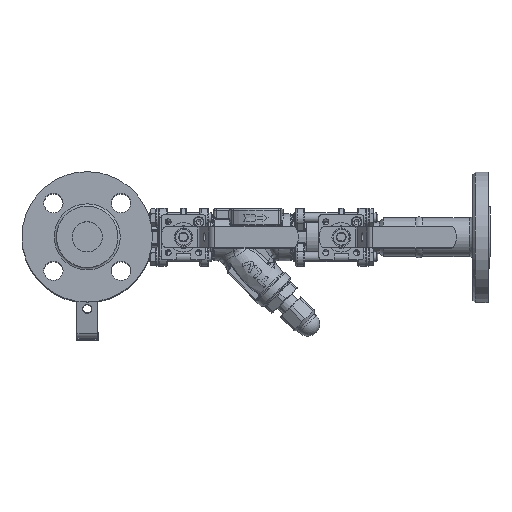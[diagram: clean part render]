
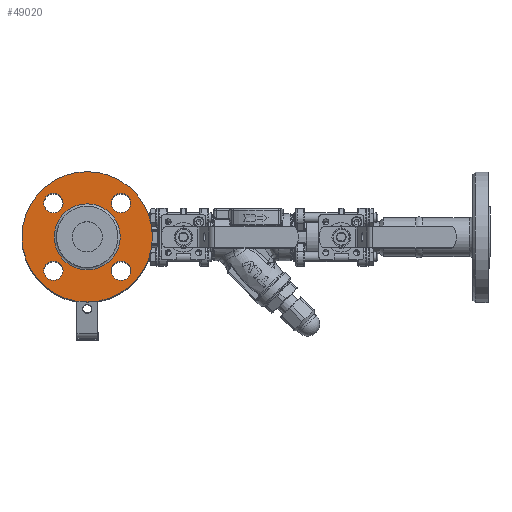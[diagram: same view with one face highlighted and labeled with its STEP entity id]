
A CAD part, top view. The second image highlights one B-rep face of the part: STEP entity #49020.
In plain terms, the highlighted planar face has unit normal (0, 0, 1).
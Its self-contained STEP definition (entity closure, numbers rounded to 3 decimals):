
#4914=FACE_BOUND('',#10942,.T.);
#4915=FACE_BOUND('',#10943,.T.);
#4916=FACE_BOUND('',#10944,.T.);
#4917=FACE_BOUND('',#10945,.T.);
#4918=FACE_BOUND('',#10946,.T.);
#5559=PLANE('',#53574);
#7724=FACE_OUTER_BOUND('',#10941,.T.);
#10941=EDGE_LOOP('',(#39495));
#10942=EDGE_LOOP('',(#39496));
#10943=EDGE_LOOP('',(#39497));
#10944=EDGE_LOOP('',(#39498));
#10945=EDGE_LOOP('',(#39499));
#10946=EDGE_LOOP('',(#39500));
#18803=CIRCLE('',#53559,54.);
#18805=CIRCLE('',#53563,8.);
#18807=CIRCLE('',#53566,8.);
#18809=CIRCLE('',#53569,8.);
#18811=CIRCLE('',#53572,8.);
#18813=CIRCLE('',#53575,27.336);
#22241=VERTEX_POINT('',#87970);
#22243=VERTEX_POINT('',#87978);
#22245=VERTEX_POINT('',#87984);
#22247=VERTEX_POINT('',#87990);
#22249=VERTEX_POINT('',#87996);
#22251=VERTEX_POINT('',#88002);
#28276=EDGE_CURVE('',#22241,#22241,#18803,.T.);
#28279=EDGE_CURVE('',#22243,#22243,#18805,.T.);
#28282=EDGE_CURVE('',#22245,#22245,#18807,.T.);
#28285=EDGE_CURVE('',#22247,#22247,#18809,.T.);
#28288=EDGE_CURVE('',#22249,#22249,#18811,.T.);
#28291=EDGE_CURVE('',#22251,#22251,#18813,.T.);
#39495=ORIENTED_EDGE('',*,*,#28276,.F.);
#39496=ORIENTED_EDGE('',*,*,#28279,.T.);
#39497=ORIENTED_EDGE('',*,*,#28282,.T.);
#39498=ORIENTED_EDGE('',*,*,#28285,.T.);
#39499=ORIENTED_EDGE('',*,*,#28288,.T.);
#39500=ORIENTED_EDGE('',*,*,#28291,.F.);
#49020=ADVANCED_FACE('',(#7724,#4914,#4915,#4916,#4917,#4918),#5559,.F.);
#53559=AXIS2_PLACEMENT_3D('',#87972,#63629,#63630);
#53563=AXIS2_PLACEMENT_3D('',#87979,#63638,#63639);
#53566=AXIS2_PLACEMENT_3D('',#87985,#63645,#63646);
#53569=AXIS2_PLACEMENT_3D('',#87991,#63652,#63653);
#53572=AXIS2_PLACEMENT_3D('',#87997,#63659,#63660);
#53574=AXIS2_PLACEMENT_3D('',#88001,#63664,#63665);
#53575=AXIS2_PLACEMENT_3D('',#88003,#63666,#63667);
#63629=DIRECTION('center_axis',(0.,0.,
-1.));
#63630=DIRECTION('ref_axis',(1.,0.,0.));
#63638=DIRECTION('center_axis',(0.,0.,
-1.));
#63639=DIRECTION('ref_axis',(-1.,0.,0.));
#63645=DIRECTION('center_axis',(0.,0.,
-1.));
#63646=DIRECTION('ref_axis',(0.,1.,0.));
#63652=DIRECTION('center_axis',(0.,0.,
-1.));
#63653=DIRECTION('ref_axis',(1.,0.,0.));
#63659=DIRECTION('center_axis',(0.,0.,
-1.));
#63660=DIRECTION('ref_axis',(0.,-1.,0.));
#63664=DIRECTION('center_axis',(0.,0.,
-1.));
#63665=DIRECTION('ref_axis',(1.,0.,0.));
#63666=DIRECTION('center_axis',(0.,0.,
1.));
#63667=DIRECTION('ref_axis',(-1.,0.,0.));
#87970=CARTESIAN_POINT('',(-199.036,18.833,210.983));
#87972=CARTESIAN_POINT('Origin',(-145.036,18.833,210.983));
#87978=CARTESIAN_POINT('',(-165.037,-9.169,210.983));
#87979=CARTESIAN_POINT('Origin',(-173.037,-9.169,210.983));
#87984=CARTESIAN_POINT('',(-173.037,38.834,210.983));
#87985=CARTESIAN_POINT('Origin',(-173.037,46.834,210.983));
#87990=CARTESIAN_POINT('',(-125.034,46.834,210.983));
#87991=CARTESIAN_POINT('Origin',(-117.034,46.834,210.983));
#87996=CARTESIAN_POINT('',(-117.034,-1.169,210.983));
#87997=CARTESIAN_POINT('Origin',(-117.034,-9.169,210.983));
#88001=CARTESIAN_POINT('Origin',(-145.036,18.833,210.983));
#88002=CARTESIAN_POINT('',(-117.699,18.833,210.983));
#88003=CARTESIAN_POINT('Origin',(-145.036,18.833,210.983));
